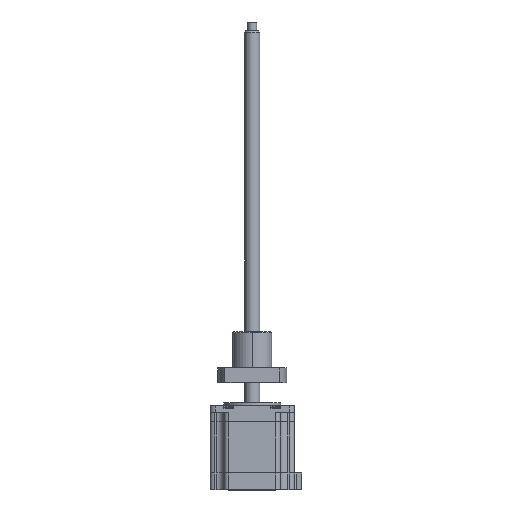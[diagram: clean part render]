
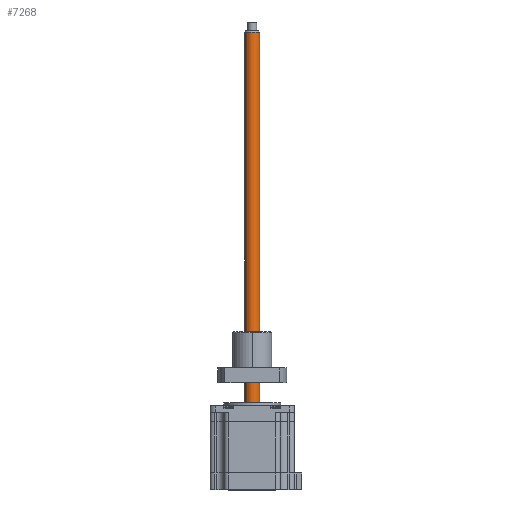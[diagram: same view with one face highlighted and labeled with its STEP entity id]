
A CAD part, top view. The second image highlights one B-rep face of the part: STEP entity #7268.
In plain terms, the highlighted cylindrical face has radius 5 mm (diameter 10 mm), a partial arc.
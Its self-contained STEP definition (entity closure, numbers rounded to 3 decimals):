
#141 = FACE_OUTER_BOUND ( 'NONE', #3343, .T. ) ;
#143 = AXIS2_PLACEMENT_3D ( 'NONE', #5761, #12877, #6798 ) ;
#313 = LINE ( 'NONE', #4856, #10469 ) ;
#490 = DIRECTION ( 'NONE',  ( -1., 0., 0.004 ) ) ;
#737 = ORIENTED_EDGE ( 'NONE', *, *, #1324, .F. ) ;
#1324 = EDGE_CURVE ( 'NONE', #4294, #8377, #13137, .T. ) ;
#2865 = DIRECTION ( 'NONE',  ( 0., -1., 0. ) ) ;
#3098 = AXIS2_PLACEMENT_3D ( 'NONE', #4325, #11462, #5368 ) ;
#3262 = CARTESIAN_POINT ( 'NONE',  ( -11.379, -15.672, 63.632 ) ) ;
#3343 = EDGE_LOOP ( 'NONE', ( #737, #7852, #6621, #12546 ) ) ;
#3451 = CARTESIAN_POINT ( 'NONE',  ( -11.379, 234.328, 63.632 ) ) ;
#4260 = CARTESIAN_POINT ( 'NONE',  ( -11.379, 233.328, 63.632 ) ) ;
#4294 = VERTEX_POINT ( 'NONE', #4260 ) ;
#4325 = CARTESIAN_POINT ( 'NONE',  ( -16.379, 234.328, 63.65 ) ) ;
#4856 = CARTESIAN_POINT ( 'NONE',  ( -21.379, 234.328, 63.668 ) ) ;
#5368 = DIRECTION ( 'NONE',  ( -1., 0., 0.004 ) ) ;
#5761 = CARTESIAN_POINT ( 'NONE',  ( -16.379, 233.328, 63.65 ) ) ;
#6524 = AXIS2_PLACEMENT_3D ( 'NONE', #12656, #6567, #490 ) ;
#6567 = DIRECTION ( 'NONE',  ( 0., -1., 0. ) ) ;
#6621 = ORIENTED_EDGE ( 'NONE', *, *, #7009, .T. ) ;
#6733 = CARTESIAN_POINT ( 'NONE',  ( -21.379, 233.328, 63.668 ) ) ;
#6798 = DIRECTION ( 'NONE',  ( 1., 0., -0.004 ) ) ;
#7009 = EDGE_CURVE ( 'NONE', #7518, #7964, #313, .T. ) ;
#7268 = ADVANCED_FACE ( 'NONE', ( #141 ), #10283, .T. ) ;
#7345 = EDGE_CURVE ( 'NONE', #8377, #7964, #9646, .T. ) ;
#7518 = VERTEX_POINT ( 'NONE', #6733 ) ;
#7852 = ORIENTED_EDGE ( 'NONE', *, *, #12111, .T. ) ;
#7964 = VERTEX_POINT ( 'NONE', #12692 ) ;
#8377 = VERTEX_POINT ( 'NONE', #3262 ) ;
#9646 = CIRCLE ( 'NONE', #6524, 5. ) ;
#9683 = CIRCLE ( 'NONE', #143, 5. ) ;
#10283 = CYLINDRICAL_SURFACE ( 'NONE', #3098, 5. ) ;
#10469 = VECTOR ( 'NONE', #2865, 1000. ) ;
#10629 = DIRECTION ( 'NONE',  ( 0., -1., 0. ) ) ;
#11462 = DIRECTION ( 'NONE',  ( 0., -1., 0. ) ) ;
#12111 = EDGE_CURVE ( 'NONE', #4294, #7518, #9683, .T. ) ;
#12546 = ORIENTED_EDGE ( 'NONE', *, *, #7345, .F. ) ;
#12656 = CARTESIAN_POINT ( 'NONE',  ( -16.379, -15.672, 63.65 ) ) ;
#12692 = CARTESIAN_POINT ( 'NONE',  ( -21.379, -15.672, 63.668 ) ) ;
#12834 = VECTOR ( 'NONE', #10629, 1000. ) ;
#12877 = DIRECTION ( 'NONE',  ( 0., -1., 0. ) ) ;
#13137 = LINE ( 'NONE', #3451, #12834 ) ;
